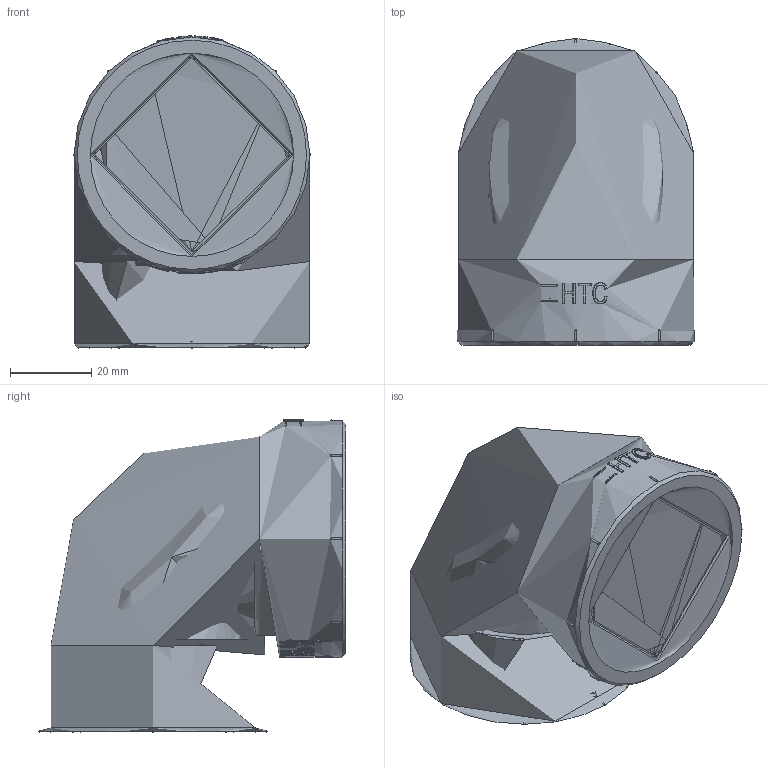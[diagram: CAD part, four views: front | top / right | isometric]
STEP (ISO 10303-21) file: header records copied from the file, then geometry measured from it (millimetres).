
FILE_DESCRIPTION(/* description */ (''),/* implementation_level */ '2;1');
FILE_NAME(/* name */ 'Z6B050050.stp',/* time_stamp */ '2025-02-10T09:18:45+08:00',/* author */ (''),/* organization */ (''),/* preprocessor_version */ 'ST-DEVELOPER v16',/* originating_system */ 'SIEMENS PLM Software NX 10.0',/* authorisation */ '');
FILE_SCHEMA (('AUTOMOTIVE_DESIGN { 1 0 10303 214 3 1 1 1 }'));
Length unit declared in the file: millimetre
Products named in the file (1): gelv13106AE0fydq
Bounding box: 58.47 x 75.53 x 76.8 mm (x, y, z)
Volume: 87380.4 mm3; surface area: 33760.5 mm2
Topology: 1 solids, 1 shells, 1942 faces, 5654 edges, 3743 vertices
Faces by surface type: bspline 1659, plane 143, cylinder 104, sphere 32, torus 4
Full cylindrical faces by diameter (mm): 47.803 x18, 50 x2, 58 x2
Entity records: 109718 total; most frequent: CARTESIAN_POINT 62596, ORIENTED_EDGE 11072, DIRECTION 9412, EDGE_CURVE 5536, AXIS2_PLACEMENT_3D 3762, VERTEX_POINT 3687, ELLIPSE 3257, EDGE_LOOP 1999
